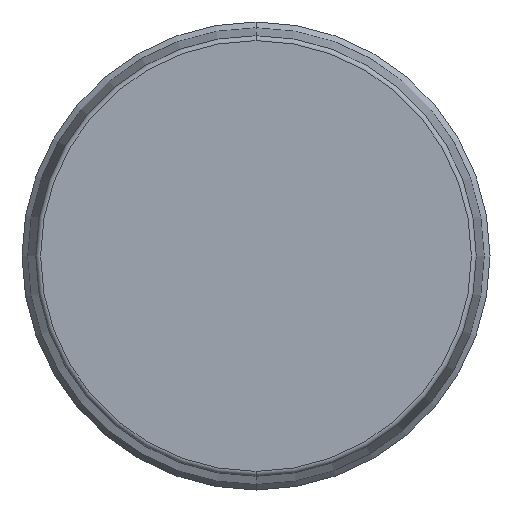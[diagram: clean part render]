
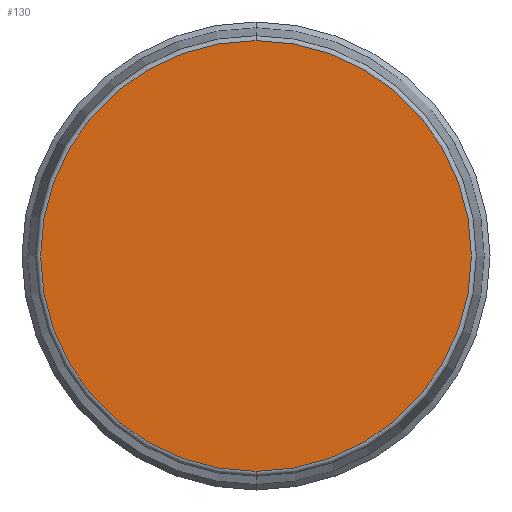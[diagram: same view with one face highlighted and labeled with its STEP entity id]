
A CAD part, front view. The second image highlights one B-rep face of the part: STEP entity #130.
In plain terms, the highlighted planar face has unit normal (0, -1, 0).
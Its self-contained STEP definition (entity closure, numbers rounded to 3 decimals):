
#130=ADVANCED_FACE('',(#229),#230,.T.);
#229=FACE_OUTER_BOUND('',#329,.T.);
#230=PLANE('',#330);
#329=EDGE_LOOP('',(#664,#665));
#330=AXIS2_PLACEMENT_3D('',#666,#667,#668);
#664=ORIENTED_EDGE('',*,*,#724,.T.);
#665=ORIENTED_EDGE('',*,*,#773,.T.);
#666=CARTESIAN_POINT('',(0.,-2.0,0.0));
#667=DIRECTION('',(0.0,-1.0,0.0));
#668=DIRECTION('',(0.0,0.0,-1.0));
#724=EDGE_CURVE('',#852,#850,#853,.T.);
#773=EDGE_CURVE('',#850,#852,#926,.T.);
#850=VERTEX_POINT('',#1009);
#852=VERTEX_POINT('',#1011);
#853=CIRCLE('',#1012,8.73);
#926=CIRCLE('',#1095,8.73);
#1009=CARTESIAN_POINT('',(0.,-2.0,8.73));
#1011=CARTESIAN_POINT('',(0.0,-2.0,-8.73));
#1012=AXIS2_PLACEMENT_3D('',#1228,#1229,#1230);
#1095=AXIS2_PLACEMENT_3D('',#1355,#1356,#1357);
#1228=CARTESIAN_POINT('',(0.0,-2.0,0.0));
#1229=DIRECTION('',(0.0,-1.0,0.0));
#1230=DIRECTION('',(0.0,0.0,-1.0));
#1355=CARTESIAN_POINT('',(0.0,-2.0,0.0));
#1356=DIRECTION('',(0.0,-1.0,0.0));
#1357=DIRECTION('',(0.0,0.0,-1.0));
